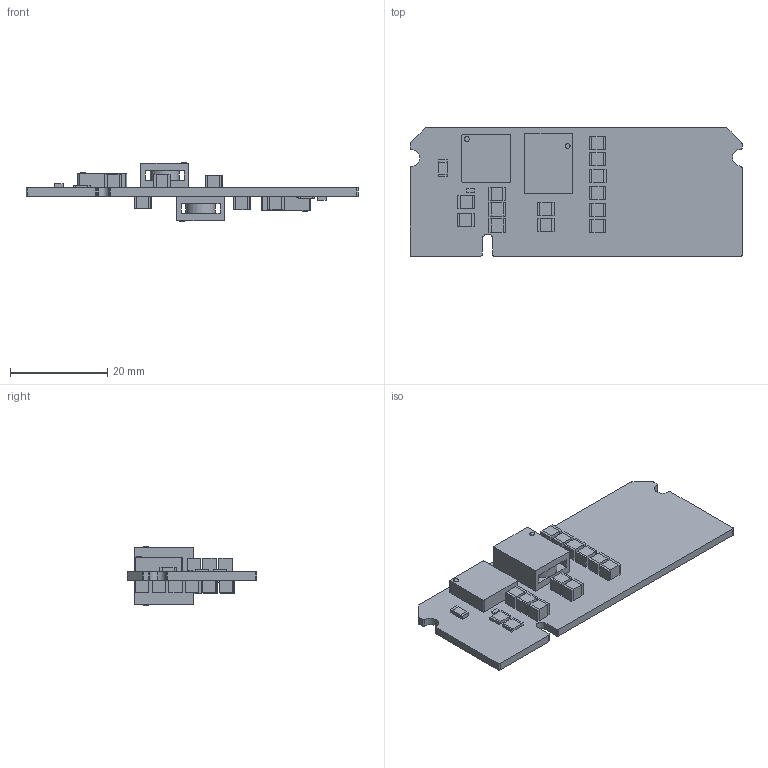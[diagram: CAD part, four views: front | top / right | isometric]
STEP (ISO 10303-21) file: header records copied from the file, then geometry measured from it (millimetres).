
FILE_DESCRIPTION(('Open CASCADE Model'),'2;1');
FILE_NAME('Open CASCADE Shape Model','2021-07-14T19:00:33',('Author'),( 'Open CASCADE'),'Open CASCADE STEP processor 6.8','Open CASCADE 6.8' ,'Unknown');
FILE_SCHEMA(('AUTOMOTIVE_DESIGN { 1 0 10303 214 1 1 1 1 }'));
Length unit declared in the file: millimetre
Products named in the file (57): PCB; Board; Open CASCADE STEP translator 6.8 3.1.1; PS2; VICOR_PI3546; C1; -1720388760; Extruded; -1720388800; C2; C3; C4; C5; C6; C7; C8; C9; C10; C11; -1720388600; -1720388680; C12; C13; C14; C15; C16; C17; C18; C19; C20; C21; C22; C45; -1720389040; -1720389160; C46; D1; -1720388360; D2; L1 ...
Assembly tree (135 placements, depth 4):
  PCB
    Board
      Open CASCADE STEP translator 6.8 3.1.1
    PS2
      VICOR_PI3546
    C1
      -1720388760  x2
        Extruded
      -1720388800
        Extruded
    C2
      -1720388760  x2
        Extruded
      -1720388800
        Extruded
    C3
      -1720388760  x2
        Extruded
      -1720388800
        Extruded
    C4
      -1720388760  x2
        Extruded
      -1720388800
        Extruded
    C5
      -1720388760  x2
        Extruded
      -1720388800
        Extruded
    C6
      -1720388760  x2
        Extruded
      -1720388800
        Extruded
    C7
      -1720388760  x2
        Extruded
      -1720388800
        Extruded
    C8
      -1720388760  x2
        Extruded
      -1720388800
        Extruded
    C9
      -1720388760  x2
        Extruded
      -1720388800
        Extruded
    C10
      -1720388760  x2
        Extruded
      -1720388800
        Extruded
    C11
      -1720388600
        Extruded
      -1720388680  x2
        Extruded
Bounding box: 68.2 x 26.57 x 12.05 mm (x, y, z)
Volume: 5164.5 mm3; surface area: 7787.7 mm2
Topology: 91 solids, 91 shells, 1626 faces, 3732 edges, 2484 vertices
Faces by surface type: plane 1591, cylinder 35
Full cylindrical faces by diameter (mm): 1 x4, 6 x4
Entity records: 23273 total; most frequent: CARTESIAN_POINT 3270, DIRECTION 3086, ORIENTED_EDGE 3012, EDGE_CURVE 1506, LINE 1450, VECTOR 1450, VERTEX_POINT 1002, AXIS2_PLACEMENT_3D 818
